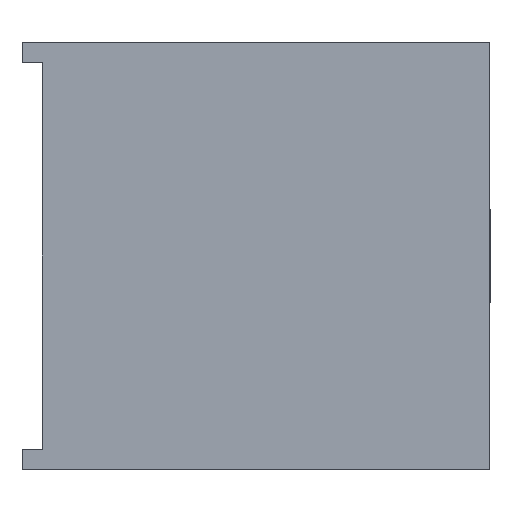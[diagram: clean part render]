
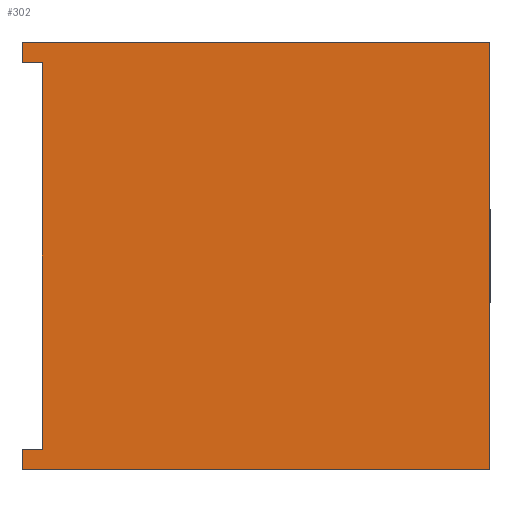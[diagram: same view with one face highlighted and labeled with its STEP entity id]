
A CAD part, left-side view. The second image highlights one B-rep face of the part: STEP entity #302.
In plain terms, the highlighted planar face has unit normal (-1, 0, 0).
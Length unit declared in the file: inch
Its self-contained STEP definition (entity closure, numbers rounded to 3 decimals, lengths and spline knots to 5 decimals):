
#38=FACE_OUTER_BOUND('',#54,.T.);
#54=EDGE_LOOP('',(#247,#248,#249,#250,#251,#252,#253,#254));
#62=LINE('',#431,#96);
#66=LINE('',#439,#100);
#70=LINE('',#446,#104);
#73=LINE('',#452,#107);
#74=LINE('',#455,#108);
#82=LINE('',#507,#116);
#88=LINE('',#520,#122);
#93=LINE('',#528,#127);
#96=VECTOR('',#350,0.3937);
#100=VECTOR('',#356,0.3937);
#104=VECTOR('',#362,0.3937);
#107=VECTOR('',#367,0.3937);
#108=VECTOR('',#370,0.3937);
#116=VECTOR('',#388,0.3937);
#122=VECTOR('',#400,0.3937);
#127=VECTOR('',#407,0.3937);
#129=VERTEX_POINT('',#427);
#131=VERTEX_POINT('',#430);
#134=VERTEX_POINT('',#438);
#136=VERTEX_POINT('',#444);
#138=VERTEX_POINT('',#450);
#139=VERTEX_POINT('',#454);
#150=VERTEX_POINT('',#506);
#154=VERTEX_POINT('',#519);
#158=EDGE_CURVE('',#131,#129,#62,.T.);
#162=EDGE_CURVE('',#131,#134,#66,.T.);
#166=EDGE_CURVE('',#136,#129,#70,.T.);
#169=EDGE_CURVE('',#138,#136,#73,.T.);
#170=EDGE_CURVE('',#134,#139,#74,.T.);
#182=EDGE_CURVE('',#139,#150,#82,.T.);
#190=EDGE_CURVE('',#154,#150,#88,.T.);
#195=EDGE_CURVE('',#138,#154,#93,.T.);
#247=ORIENTED_EDGE('',*,*,#182,.F.);
#248=ORIENTED_EDGE('',*,*,#170,.F.);
#249=ORIENTED_EDGE('',*,*,#162,.F.);
#250=ORIENTED_EDGE('',*,*,#158,.T.);
#251=ORIENTED_EDGE('',*,*,#166,.F.);
#252=ORIENTED_EDGE('',*,*,#169,.F.);
#253=ORIENTED_EDGE('',*,*,#195,.T.);
#254=ORIENTED_EDGE('',*,*,#190,.T.);
#290=PLANE('',#336);
#302=ADVANCED_FACE('',(#38),#290,.T.);
#336=AXIS2_PLACEMENT_3D('',#527,#405,#406);
#350=DIRECTION('',(0.,0.,-1.));
#356=DIRECTION('',(0.,1.,0.));
#362=DIRECTION('',(0.,-1.,0.));
#367=DIRECTION('',(0.,0.,1.));
#370=DIRECTION('',(0.,0.,1.));
#388=DIRECTION('',(0.,-1.,0.));
#400=DIRECTION('',(0.,0.,1.));
#405=DIRECTION('center_axis',(-1.,0.,0.));
#406=DIRECTION('ref_axis',(0.,-1.,0.));
#407=DIRECTION('',(0.,-1.,0.));
#427=CARTESIAN_POINT('',(-141.625,-0.25,92.75));
#430=CARTESIAN_POINT('',(-141.625,-0.25,97.5));
#431=CARTESIAN_POINT('',(-141.625,-0.25,93.8125));
#438=CARTESIAN_POINT('',(-141.625,0.,97.5));
#439=CARTESIAN_POINT('',(-141.625,-0.0625,97.5));
#444=CARTESIAN_POINT('',(-141.625,0.,92.75));
#446=CARTESIAN_POINT('',(-141.625,-0.1875,92.75));
#450=CARTESIAN_POINT('',(-141.625,0.,92.5));
#452=CARTESIAN_POINT('',(-141.625,0.,92.6875));
#454=CARTESIAN_POINT('',(-141.625,0.,97.75));
#455=CARTESIAN_POINT('',(-141.625,0.,97.6875));
#506=CARTESIAN_POINT('',(-141.625,-5.75,97.75));
#507=CARTESIAN_POINT('',(-141.625,-0.1875,97.75));
#519=CARTESIAN_POINT('',(-141.625,-5.75,92.5));
#520=CARTESIAN_POINT('',(-141.625,-5.75,0.));
#527=CARTESIAN_POINT('Origin',(-141.625,-0.375,0.));
#528=CARTESIAN_POINT('',(-141.625,-0.1875,92.5));
